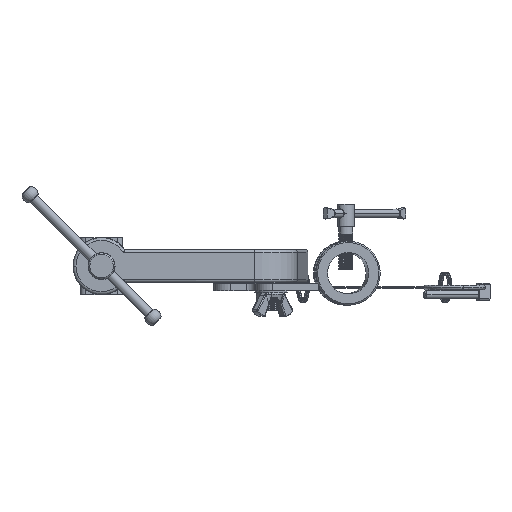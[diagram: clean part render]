
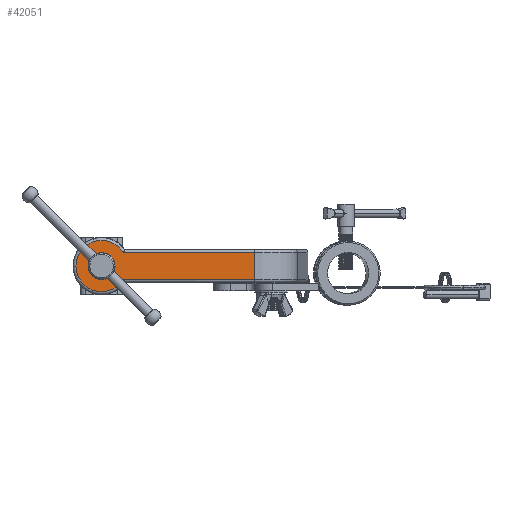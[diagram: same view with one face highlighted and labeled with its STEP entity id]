
A CAD part, left-side view. The second image highlights one B-rep face of the part: STEP entity #42051.
In plain terms, the highlighted planar face has unit normal (-1, 0, 0).
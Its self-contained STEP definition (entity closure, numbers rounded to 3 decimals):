
#369 = DIRECTION ( 'NONE',  ( 1., 0., 0. ) ) ;
#1375 = CIRCLE ( 'NONE', #70139, 18. ) ;
#3717 = FACE_BOUND ( 'NONE', #50770, .T. ) ;
#4796 = EDGE_CURVE ( 'NONE', #57330, #8789, #51736, .T. ) ;
#6329 = CARTESIAN_POINT ( 'NONE',  ( -179., 100., 0. ) ) ;
#7292 = VERTEX_POINT ( 'NONE', #17787 ) ;
#8789 = VERTEX_POINT ( 'NONE', #86084 ) ;
#11408 = CARTESIAN_POINT ( 'NONE',  ( -179., 90.5, 0. ) ) ;
#13593 = CIRCLE ( 'NONE', #65375, 9.5 ) ;
#14369 = VERTEX_POINT ( 'NONE', #11408 ) ;
#17423 = CARTESIAN_POINT ( 'NONE',  ( -179., -7.47, -9.5 ) ) ;
#17433 = EDGE_CURVE ( 'NONE', #39664, #35401, #64175, .T. ) ;
#17787 = CARTESIAN_POINT ( 'NONE',  ( -179., 109.5, 0. ) ) ;
#25034 = VECTOR ( 'NONE', #75820, 1000. ) ;
#25141 = ORIENTED_EDGE ( 'NONE', *, *, #4796, .T. ) ;
#25442 = FACE_OUTER_BOUND ( 'NONE', #52708, .T. ) ;
#26122 = DIRECTION ( 'NONE',  ( -1., 0., 0. ) ) ;
#26360 = ORIENTED_EDGE ( 'NONE', *, *, #77169, .F. ) ;
#28195 = DIRECTION ( 'NONE',  ( 0., -1., 0. ) ) ;
#30384 = EDGE_CURVE ( 'NONE', #8789, #35605, #64327, .T. ) ;
#32029 = AXIS2_PLACEMENT_3D ( 'NONE', #36041, #369, #49676 ) ;
#32485 = ORIENTED_EDGE ( 'NONE', *, *, #85458, .F. ) ;
#33453 = DIRECTION ( 'NONE',  ( 0., 1., 0. ) ) ;
#34046 = ORIENTED_EDGE ( 'NONE', *, *, #17433, .T. ) ;
#35401 = VERTEX_POINT ( 'NONE', #73125 ) ;
#35605 = VERTEX_POINT ( 'NONE', #62429 ) ;
#35918 = ORIENTED_EDGE ( 'NONE', *, *, #82071, .F. ) ;
#36041 = CARTESIAN_POINT ( 'NONE',  ( -179., 100., 11.5 ) ) ;
#36068 = VECTOR ( 'NONE', #73073, 1000. ) ;
#39398 = AXIS2_PLACEMENT_3D ( 'NONE', #6329, #69618, #41383 ) ;
#39664 = VERTEX_POINT ( 'NONE', #72462 ) ;
#40184 = CARTESIAN_POINT ( 'NONE',  ( -179., 100., 0. ) ) ;
#41383 = DIRECTION ( 'NONE',  ( 0., -1., 0. ) ) ;
#42051 = ADVANCED_FACE ( 'NONE', ( #3717, #25442 ), #76736, .F. ) ;
#48260 = CARTESIAN_POINT ( 'NONE',  ( -179., 100., 0. ) ) ;
#48405 = CARTESIAN_POINT ( 'NONE',  ( -179., 100., 9.5 ) ) ;
#49676 = DIRECTION ( 'NONE',  ( 0., 1., 0. ) ) ;
#50770 = EDGE_LOOP ( 'NONE', ( #26360, #35918 ) ) ;
#51736 = CIRCLE ( 'NONE', #56752, 18. ) ;
#52708 = EDGE_LOOP ( 'NONE', ( #55206, #25141, #69101, #32485, #34046 ) ) ;
#55206 = ORIENTED_EDGE ( 'NONE', *, *, #79186, .T. ) ;
#55898 = DIRECTION ( 'NONE',  ( -1., 0., 0. ) ) ;
#56752 = AXIS2_PLACEMENT_3D ( 'NONE', #40184, #26122, #33453 ) ;
#57330 = VERTEX_POINT ( 'NONE', #85321 ) ;
#59724 = DIRECTION ( 'NONE',  ( 0., 0., -1. ) ) ;
#62429 = CARTESIAN_POINT ( 'NONE',  ( -179., -7.47, -9.5 ) ) ;
#64071 = DIRECTION ( 'NONE',  ( -1., 0., 0. ) ) ;
#64175 = LINE ( 'NONE', #48405, #25034 ) ;
#64327 = LINE ( 'NONE', #17423, #36068 ) ;
#65375 = AXIS2_PLACEMENT_3D ( 'NONE', #48260, #55898, #28195 ) ;
#66085 = CARTESIAN_POINT ( 'NONE',  ( -179., -7.47, 11.5 ) ) ;
#69101 = ORIENTED_EDGE ( 'NONE', *, *, #30384, .T. ) ;
#69618 = DIRECTION ( 'NONE',  ( -1., 0., 0. ) ) ;
#70139 = AXIS2_PLACEMENT_3D ( 'NONE', #70775, #64071, #85045 ) ;
#70775 = CARTESIAN_POINT ( 'NONE',  ( -179., 100., 0. ) ) ;
#72462 = CARTESIAN_POINT ( 'NONE',  ( -179., -7.47, 9.5 ) ) ;
#73060 = VECTOR ( 'NONE', #59724, 1000. ) ;
#73073 = DIRECTION ( 'NONE',  ( 0., -1., 0. ) ) ;
#73125 = CARTESIAN_POINT ( 'NONE',  ( -179., 84.711, 9.5 ) ) ;
#75820 = DIRECTION ( 'NONE',  ( 0., 1., 0. ) ) ;
#76736 = PLANE ( 'NONE',  #32029 ) ;
#77169 = EDGE_CURVE ( 'NONE', #14369, #7292, #13593, .T. ) ;
#79186 = EDGE_CURVE ( 'NONE', #35401, #57330, #1375, .T. ) ;
#79624 = LINE ( 'NONE', #66085, #73060 ) ;
#82071 = EDGE_CURVE ( 'NONE', #7292, #14369, #83364, .T. ) ;
#83364 = CIRCLE ( 'NONE', #39398, 9.5 ) ;
#85045 = DIRECTION ( 'NONE',  ( 0., 1., 0. ) ) ;
#85321 = CARTESIAN_POINT ( 'NONE',  ( -179., 118., 0. ) ) ;
#85458 = EDGE_CURVE ( 'NONE', #39664, #35605, #79624, .T. ) ;
#86084 = CARTESIAN_POINT ( 'NONE',  ( -179., 84.711, -9.5 ) ) ;
